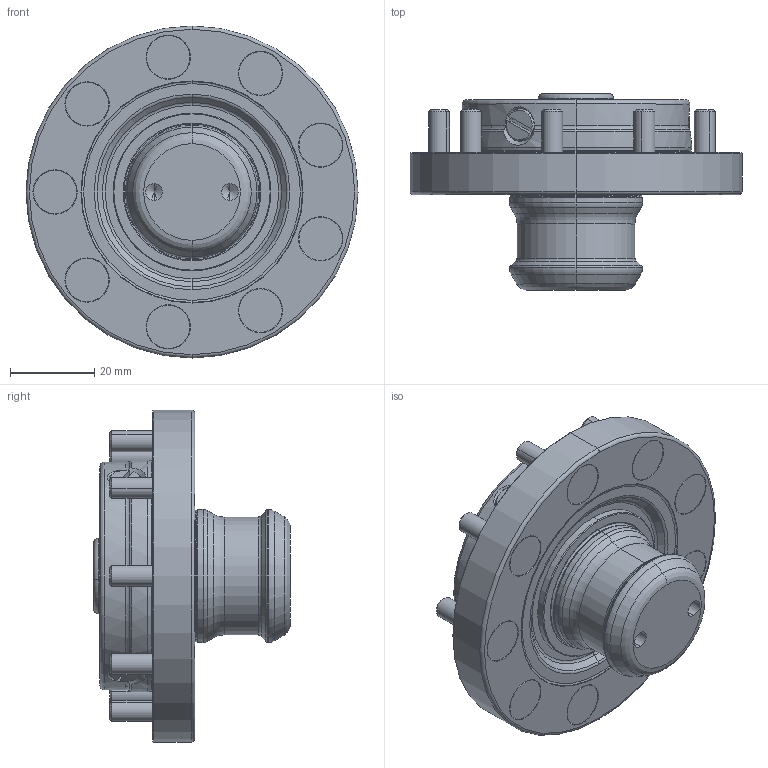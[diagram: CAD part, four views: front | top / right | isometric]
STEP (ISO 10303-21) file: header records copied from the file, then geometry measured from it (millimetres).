
FILE_DESCRIPTION (( 'STEP AP203' ), '1' );
FILE_NAME ('5000 023 Flanschnippel mit Ausgleich 066-028.STEP', '2014-04-02T07:10:17', ( '' ), ( '' ), 'SwSTEP 2.0', 'SolidWorks 2013', '' );
FILE_SCHEMA (( 'CONFIG_CONTROL_DESIGN' ));
Length unit declared in the file: millimetre
Products named in the file (1): 5000 023 Flanschnippel mit Ausgleich 066-028
Bounding box: 78.8 x 46.7 x 78.8 mm (x, y, z)
Volume: 82575.1 mm3; surface area: 27861.9 mm2
Topology: 1 solids, 10 shells, 555 faces, 1228 edges, 754 vertices
Faces by surface type: plane 164, cylinder 156, cone 153, torus 76, sphere 6
Entity records: 15877 total; most frequent: CARTESIAN_POINT 3134, DIRECTION 2930, ORIENTED_EDGE 2436, EDGE_CURVE 1218, AXIS2_PLACEMENT_3D 1216, VERTEX_POINT 754, CIRCLE 660, EDGE_LOOP 632
